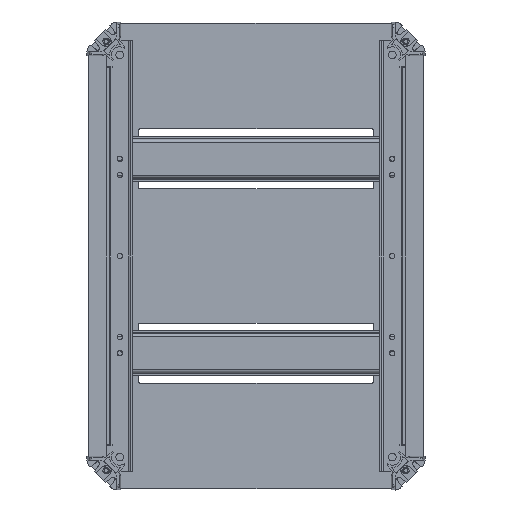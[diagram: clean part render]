
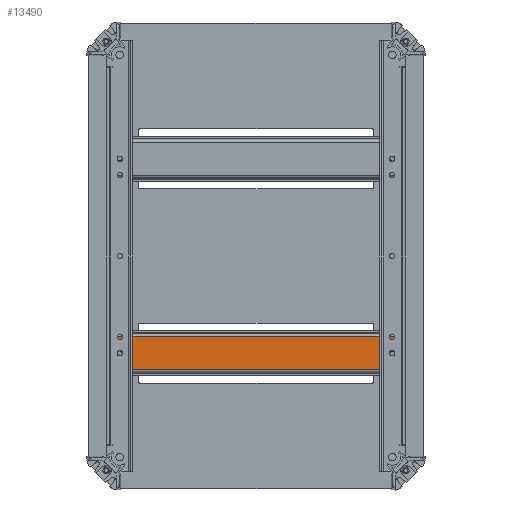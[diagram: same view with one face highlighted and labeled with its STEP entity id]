
A CAD part, front view. The second image highlights one B-rep face of the part: STEP entity #13490.
In plain terms, the highlighted planar face has unit normal (0, -1, 0).
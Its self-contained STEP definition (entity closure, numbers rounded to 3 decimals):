
#342 = PLANE ( 'NONE',  #18607 ) ;
#394 = ORIENTED_EDGE ( 'NONE', *, *, #1151, .T. ) ;
#678 = ORIENTED_EDGE ( 'NONE', *, *, #7535, .T. ) ;
#751 = LINE ( 'NONE', #9026, #11823 ) ;
#807 = DIRECTION ( 'NONE',  ( 0., 0., -1. ) ) ;
#1151 = EDGE_CURVE ( 'NONE', #4882, #12184, #18313, .T. ) ;
#1153 = VECTOR ( 'NONE', #16683, 1000. ) ;
#1324 = CARTESIAN_POINT ( 'NONE',  ( 13.5, -1.5, 110. ) ) ;
#1806 = CARTESIAN_POINT ( 'NONE',  ( -2.25, -1.5, 105. ) ) ;
#1809 = EDGE_CURVE ( 'NONE', #16325, #2170, #751, .T. ) ;
#1830 = VECTOR ( 'NONE', #3213, 1000. ) ;
#1905 = CARTESIAN_POINT ( 'NONE',  ( 13.5, -1.5, -110. ) ) ;
#2039 = ORIENTED_EDGE ( 'NONE', *, *, #1809, .F. ) ;
#2170 = VERTEX_POINT ( 'NONE', #2882 ) ;
#2819 = DIRECTION ( 'NONE',  ( 0., 0., 1. ) ) ;
#2882 = CARTESIAN_POINT ( 'NONE',  ( 2.25, -1.5, -110. ) ) ;
#2963 = CARTESIAN_POINT ( 'NONE',  ( 0., -1.5, -105. ) ) ;
#3003 = CIRCLE ( 'NONE', #16453, 2.25 ) ;
#3143 = ORIENTED_EDGE ( 'NONE', *, *, #11821, .F. ) ;
#3213 = DIRECTION ( 'NONE',  ( 0., 0., 1. ) ) ;
#4458 = VECTOR ( 'NONE', #14401, 1000. ) ;
#4557 = DIRECTION ( 'NONE',  ( 0., 0., 1. ) ) ;
#4882 = VERTEX_POINT ( 'NONE', #10165 ) ;
#5246 = DIRECTION ( 'NONE',  ( 0., 0., 1. ) ) ;
#5552 = EDGE_LOOP ( 'NONE', ( #678, #10285, #3143, #2039, #8869, #10509, #18250, #10767, #15456, #394, #18984, #22295, #9868 ) ) ;
#5593 = CARTESIAN_POINT ( 'NONE',  ( 0., -1.5, -105. ) ) ;
#6588 = DIRECTION ( 'NONE',  ( 0., 1., 0. ) ) ;
#6918 = DIRECTION ( 'NONE',  ( 0., 0., 1. ) ) ;
#7023 = LINE ( 'NONE', #21567, #1830 ) ;
#7271 = VECTOR ( 'NONE', #807, 1000. ) ;
#7535 = EDGE_CURVE ( 'NONE', #14364, #12428, #3003, .T. ) ;
#7583 = CARTESIAN_POINT ( 'NONE',  ( 12.7, -1.5, -110. ) ) ;
#7697 = DIRECTION ( 'NONE',  ( -1., 0., 0. ) ) ;
#7846 = CIRCLE ( 'NONE', #13923, 2.25 ) ;
#8094 = DIRECTION ( 'NONE',  ( 0., 0., -1. ) ) ;
#8224 = VECTOR ( 'NONE', #7697, 1000. ) ;
#8507 = LINE ( 'NONE', #12172, #23871 ) ;
#8869 = ORIENTED_EDGE ( 'NONE', *, *, #25030, .F. ) ;
#9026 = CARTESIAN_POINT ( 'NONE',  ( 13.5, -1.5, -110. ) ) ;
#9117 = EDGE_CURVE ( 'NONE', #15865, #10929, #7023, .T. ) ;
#9282 = EDGE_CURVE ( 'NONE', #13647, #14948, #20513, .T. ) ;
#9478 = CARTESIAN_POINT ( 'NONE',  ( -2.25, -1.5, -105. ) ) ;
#9564 = VECTOR ( 'NONE', #2819, 1000. ) ;
#9868 = ORIENTED_EDGE ( 'NONE', *, *, #11701, .F. ) ;
#10090 = LINE ( 'NONE', #1806, #10564 ) ;
#10096 = AXIS2_PLACEMENT_3D ( 'NONE', #11371, #25630, #5246 ) ;
#10165 = CARTESIAN_POINT ( 'NONE',  ( -2.25, -1.5, 110. ) ) ;
#10285 = ORIENTED_EDGE ( 'NONE', *, *, #16348, .T. ) ;
#10339 = CARTESIAN_POINT ( 'NONE',  ( 2.25, -1.5, 105. ) ) ;
#10509 = ORIENTED_EDGE ( 'NONE', *, *, #24882, .T. ) ;
#10537 = CIRCLE ( 'NONE', #10096, 2.25 ) ;
#10564 = VECTOR ( 'NONE', #16332, 1000. ) ;
#10767 = ORIENTED_EDGE ( 'NONE', *, *, #19460, .T. ) ;
#10797 = CARTESIAN_POINT ( 'NONE',  ( 2.25, -1.5, 110. ) ) ;
#10929 = VERTEX_POINT ( 'NONE', #10797 ) ;
#11011 = LINE ( 'NONE', #17243, #22883 ) ;
#11371 = CARTESIAN_POINT ( 'NONE',  ( 0., -1.5, 105. ) ) ;
#11657 = DIRECTION ( 'NONE',  ( 0., 0., 1. ) ) ;
#11701 = EDGE_CURVE ( 'NONE', #14364, #13647, #23624, .T. ) ;
#11821 = EDGE_CURVE ( 'NONE', #2170, #12878, #11011, .T. ) ;
#11823 = VECTOR ( 'NONE', #17321, 1000. ) ;
#11854 = DIRECTION ( 'NONE',  ( 0., 0., 1. ) ) ;
#12172 = CARTESIAN_POINT ( 'NONE',  ( 12.7, -1.5, 110. ) ) ;
#12184 = VERTEX_POINT ( 'NONE', #21448 ) ;
#12201 = CARTESIAN_POINT ( 'NONE',  ( 13.5, -1.5, 110. ) ) ;
#12428 = VERTEX_POINT ( 'NONE', #26404 ) ;
#12878 = VERTEX_POINT ( 'NONE', #26086 ) ;
#13490 = ADVANCED_FACE ( 'NONE', ( #16643 ), #342, .F. ) ;
#13561 = DIRECTION ( 'NONE',  ( 0., 1., 0. ) ) ;
#13647 = VERTEX_POINT ( 'NONE', #22597 ) ;
#13882 = DIRECTION ( 'NONE',  ( 0., 1., 0. ) ) ;
#13923 = AXIS2_PLACEMENT_3D ( 'NONE', #2963, #13561, #11657 ) ;
#14266 = CARTESIAN_POINT ( 'NONE',  ( -12.7, -1.5, -110. ) ) ;
#14364 = VERTEX_POINT ( 'NONE', #22525 ) ;
#14401 = DIRECTION ( 'NONE',  ( -1., 0., 0. ) ) ;
#14948 = VERTEX_POINT ( 'NONE', #14266 ) ;
#15456 = ORIENTED_EDGE ( 'NONE', *, *, #20696, .F. ) ;
#15865 = VERTEX_POINT ( 'NONE', #10339 ) ;
#16325 = VERTEX_POINT ( 'NONE', #7583 ) ;
#16332 = DIRECTION ( 'NONE',  ( 0., 0., -1. ) ) ;
#16348 = EDGE_CURVE ( 'NONE', #12428, #12878, #7846, .T. ) ;
#16453 = AXIS2_PLACEMENT_3D ( 'NONE', #5593, #13882, #11854 ) ;
#16643 = FACE_OUTER_BOUND ( 'NONE', #5552, .T. ) ;
#16683 = DIRECTION ( 'NONE',  ( -1., 0., 0. ) ) ;
#16871 = VERTEX_POINT ( 'NONE', #25180 ) ;
#17243 = CARTESIAN_POINT ( 'NONE',  ( 2.25, -1.5, -110. ) ) ;
#17321 = DIRECTION ( 'NONE',  ( -1., 0., 0. ) ) ;
#18250 = ORIENTED_EDGE ( 'NONE', *, *, #9117, .F. ) ;
#18313 = LINE ( 'NONE', #12201, #1153 ) ;
#18607 = AXIS2_PLACEMENT_3D ( 'NONE', #23300, #6588, #4557 ) ;
#18984 = ORIENTED_EDGE ( 'NONE', *, *, #25752, .F. ) ;
#19460 = EDGE_CURVE ( 'NONE', #15865, #16871, #10537, .T. ) ;
#20513 = LINE ( 'NONE', #1905, #4458 ) ;
#20696 = EDGE_CURVE ( 'NONE', #4882, #16871, #10090, .T. ) ;
#21448 = CARTESIAN_POINT ( 'NONE',  ( -12.7, -1.5, 110. ) ) ;
#21567 = CARTESIAN_POINT ( 'NONE',  ( 2.25, -1.5, 110. ) ) ;
#21575 = CARTESIAN_POINT ( 'NONE',  ( -12.7, -1.5, 110. ) ) ;
#22245 = VERTEX_POINT ( 'NONE', #24250 ) ;
#22295 = ORIENTED_EDGE ( 'NONE', *, *, #9282, .F. ) ;
#22525 = CARTESIAN_POINT ( 'NONE',  ( -2.25, -1.5, -105. ) ) ;
#22597 = CARTESIAN_POINT ( 'NONE',  ( -2.25, -1.5, -110. ) ) ;
#22883 = VECTOR ( 'NONE', #6918, 1000. ) ;
#23064 = LINE ( 'NONE', #21575, #9564 ) ;
#23300 = CARTESIAN_POINT ( 'NONE',  ( 13.5, -1.5, 110. ) ) ;
#23624 = LINE ( 'NONE', #9478, #7271 ) ;
#23871 = VECTOR ( 'NONE', #8094, 1000. ) ;
#24123 = LINE ( 'NONE', #1324, #8224 ) ;
#24250 = CARTESIAN_POINT ( 'NONE',  ( 12.7, -1.5, 110. ) ) ;
#24882 = EDGE_CURVE ( 'NONE', #22245, #10929, #24123, .T. ) ;
#25030 = EDGE_CURVE ( 'NONE', #22245, #16325, #8507, .T. ) ;
#25180 = CARTESIAN_POINT ( 'NONE',  ( -2.25, -1.5, 105. ) ) ;
#25630 = DIRECTION ( 'NONE',  ( 0., 1., 0. ) ) ;
#25752 = EDGE_CURVE ( 'NONE', #14948, #12184, #23064, .T. ) ;
#26086 = CARTESIAN_POINT ( 'NONE',  ( 2.25, -1.5, -105. ) ) ;
#26404 = CARTESIAN_POINT ( 'NONE',  ( 0., -1.5, -102.75 ) ) ;
